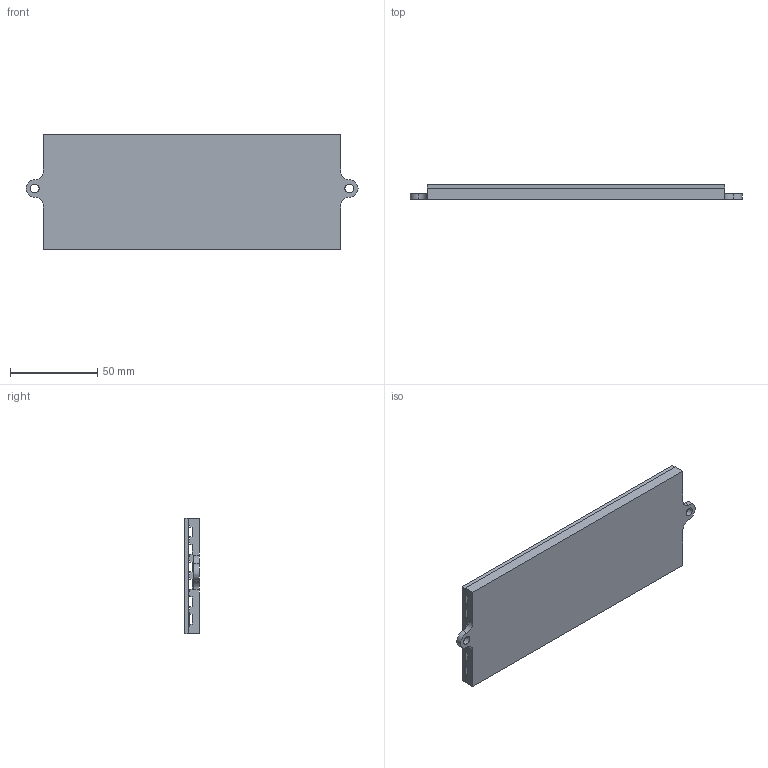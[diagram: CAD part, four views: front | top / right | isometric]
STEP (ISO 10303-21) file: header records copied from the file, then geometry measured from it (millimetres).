
FILE_DESCRIPTION(/* description */ ('Alibre Inc.'),/* implementation_level */ '2;1');
FILE_NAME(/* name */ 'export0',/* time_stamp */ '2015-09-10T10:26:17+08:00',/* author */ (''),/* organization */ (''),/* preprocessor_version */ 'ST-DEVELOPER v14',/* originating_system */ 'Alibre',/* authorisation */ '');
FILE_SCHEMA (('CONFIG_CONTROL_DESIGN'));
Length unit declared in the file: centimetre
Products named in the file (4): ID_1
Bounding box: 190 x 8.35 x 66 mm (x, y, z)
Volume: 64883.3 mm3; surface area: 45581 mm2
Topology: 3 solids, 3 shells, 355 faces, 921 edges, 614 vertices
Faces by surface type: plane 304, cylinder 51
Full cylindrical faces by diameter (mm): 1.5 x41, 5 x2
Entity records: 10719 total; most frequent: CARTESIAN_POINT 1833, ORIENTED_EDGE 1756, DIRECTION 1378, EDGE_CURVE 878, VECTOR 762, LINE 762, VERTEX_POINT 614, EDGE_LOOP 538
